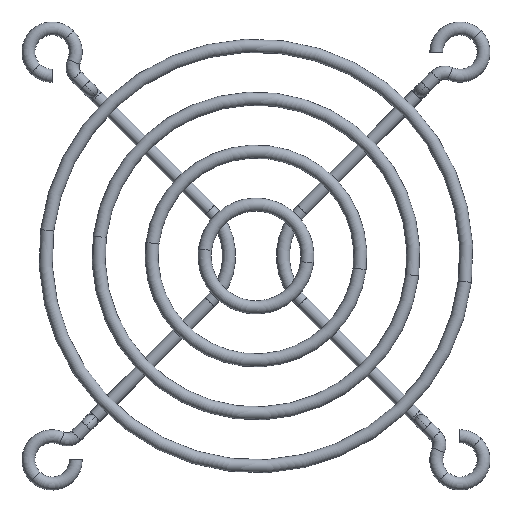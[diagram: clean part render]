
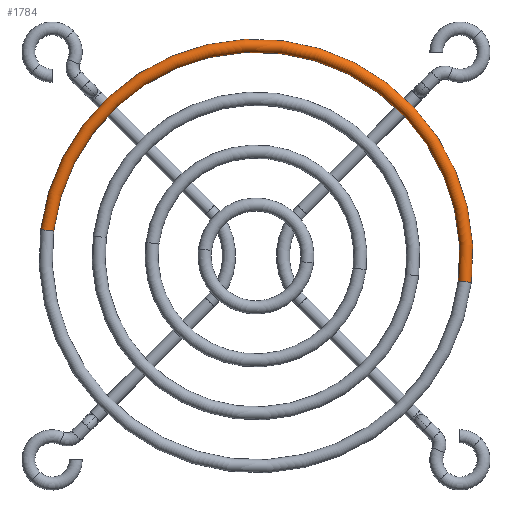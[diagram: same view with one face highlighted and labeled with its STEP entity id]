
A CAD part, front view. The second image highlights one B-rep face of the part: STEP entity #1784.
In plain terms, the highlighted toroidal (fillet/blend) face has major radius 25.8 mm and minor radius 0.8 mm.
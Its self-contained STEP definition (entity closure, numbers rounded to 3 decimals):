
#63 = EDGE_CURVE ( 'NONE', #267, #705, #1429, .T. ) ;
#70 = VERTEX_POINT ( 'NONE', #2532 ) ;
#121 = DIRECTION ( 'NONE',  ( 0., -1., 0. ) ) ;
#169 = CARTESIAN_POINT ( 'NONE',  ( 25.607, 2.4, -3.15 ) ) ;
#265 = TOROIDAL_SURFACE ( 'NONE', #2275, 25.8, 0.8 ) ;
#267 = VERTEX_POINT ( 'NONE', #1044 ) ;
#272 = CARTESIAN_POINT ( 'NONE',  ( -25.607, 2.4, 3.15 ) ) ;
#280 = DIRECTION ( 'NONE',  ( 0.122, 0., 0.993 ) ) ;
#382 = ORIENTED_EDGE ( 'NONE', *, *, #1399, .T. ) ;
#532 = DIRECTION ( 'NONE',  ( 0., 0., -1. ) ) ;
#576 = AXIS2_PLACEMENT_3D ( 'NONE', #2409, #2651, #1779 ) ;
#582 = EDGE_LOOP ( 'NONE', ( #1100, #382, #1747, #1497 ) ) ;
#618 = DIRECTION ( 'NONE',  ( -0.122, 0., -0.993 ) ) ;
#705 = VERTEX_POINT ( 'NONE', #2220 ) ;
#745 = EDGE_CURVE ( 'NONE', #70, #2127, #1808, .T. ) ;
#774 = CIRCLE ( 'NONE', #576, 25. ) ;
#833 = AXIS2_PLACEMENT_3D ( 'NONE', #2179, #121, #532 ) ;
#932 = CIRCLE ( 'NONE', #833, 26.6 ) ;
#1044 = CARTESIAN_POINT ( 'NONE',  ( -26.401, 2.4, 3.248 ) ) ;
#1100 = ORIENTED_EDGE ( 'NONE', *, *, #745, .F. ) ;
#1171 = DIRECTION ( 'NONE',  ( 0., -1., 0. ) ) ;
#1399 = EDGE_CURVE ( 'NONE', #70, #267, #932, .T. ) ;
#1429 = CIRCLE ( 'NONE', #1605, 0.8 ) ;
#1497 = ORIENTED_EDGE ( 'NONE', *, *, #2309, .F. ) ;
#1605 = AXIS2_PLACEMENT_3D ( 'NONE', #272, #280, #2321 ) ;
#1747 = ORIENTED_EDGE ( 'NONE', *, *, #63, .T. ) ;
#1753 = CARTESIAN_POINT ( 'NONE',  ( 0., 2.4, 0. ) ) ;
#1779 = DIRECTION ( 'NONE',  ( 0., 0., -1. ) ) ;
#1784 = ADVANCED_FACE ( 'NONE', ( #2048 ), #265, .T. ) ;
#1808 = CIRCLE ( 'NONE', #2572, 0.8 ) ;
#2048 = FACE_OUTER_BOUND ( 'NONE', #582, .T. ) ;
#2127 = VERTEX_POINT ( 'NONE', #2259 ) ;
#2179 = CARTESIAN_POINT ( 'NONE',  ( 0., 2.4, 0. ) ) ;
#2220 = CARTESIAN_POINT ( 'NONE',  ( -24.813, 2.4, 3.053 ) ) ;
#2258 = DIRECTION ( 'NONE',  ( -0.993, 0., 0.122 ) ) ;
#2259 = CARTESIAN_POINT ( 'NONE',  ( 24.813, 2.4, -3.053 ) ) ;
#2275 = AXIS2_PLACEMENT_3D ( 'NONE', #1753, #1171, #2570 ) ;
#2309 = EDGE_CURVE ( 'NONE', #2127, #705, #774, .T. ) ;
#2321 = DIRECTION ( 'NONE',  ( 0.993, 0., -0.122 ) ) ;
#2409 = CARTESIAN_POINT ( 'NONE',  ( 0., 2.4, 0. ) ) ;
#2532 = CARTESIAN_POINT ( 'NONE',  ( 26.401, 2.4, -3.248 ) ) ;
#2570 = DIRECTION ( 'NONE',  ( -0.993, 0., 0.122 ) ) ;
#2572 = AXIS2_PLACEMENT_3D ( 'NONE', #169, #618, #2258 ) ;
#2651 = DIRECTION ( 'NONE',  ( 0., -1., 0. ) ) ;
